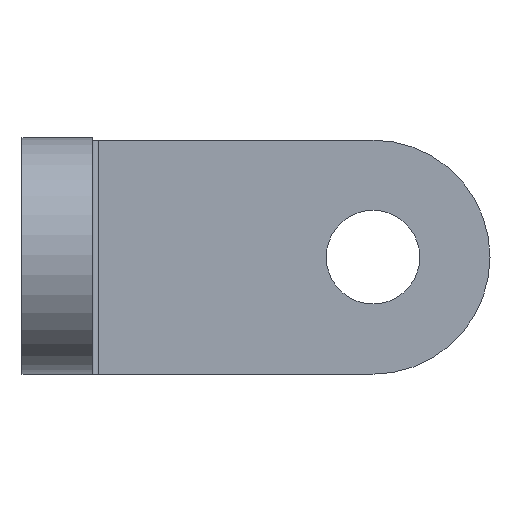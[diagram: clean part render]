
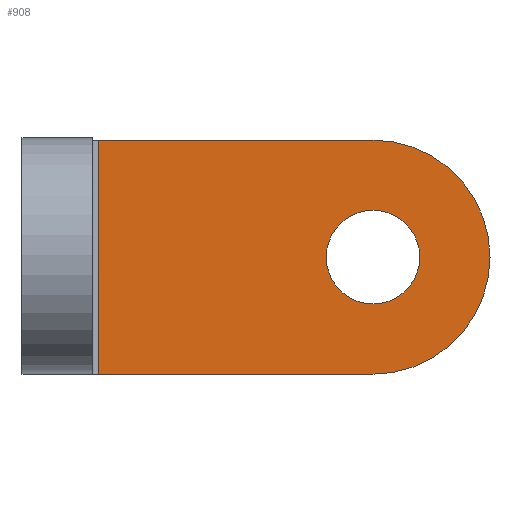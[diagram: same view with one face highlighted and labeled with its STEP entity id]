
A CAD part, front view. The second image highlights one B-rep face of the part: STEP entity #908.
In plain terms, the highlighted planar face has unit normal (0, -1, 0).
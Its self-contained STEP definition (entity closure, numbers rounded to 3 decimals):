
#1 = VECTOR ( 'NONE', #240, 1000. ) ;
#15 = CARTESIAN_POINT ( 'NONE',  ( 13., 0., -20. ) ) ;
#17 = AXIS2_PLACEMENT_3D ( 'NONE', #1061, #79, #483 ) ;
#21 = CARTESIAN_POINT ( 'NONE',  ( 60., 0., -20. ) ) ;
#59 = ORIENTED_EDGE ( 'NONE', *, *, #735, .F. ) ;
#79 = DIRECTION ( 'NONE',  ( 0., -1., 0. ) ) ;
#89 = LINE ( 'NONE', #484, #202 ) ;
#93 = CARTESIAN_POINT ( 'NONE',  ( 60., 0., 0. ) ) ;
#195 = CIRCLE ( 'NONE', #322, 8. ) ;
#198 = DIRECTION ( 'NONE',  ( 0., 0., 1. ) ) ;
#202 = VECTOR ( 'NONE', #1132, 1000. ) ;
#212 = CIRCLE ( 'NONE', #17, 20. ) ;
#219 = EDGE_CURVE ( 'NONE', #919, #1186, #89, .T. ) ;
#229 = CARTESIAN_POINT ( 'NONE',  ( 60., 0., 20. ) ) ;
#240 = DIRECTION ( 'NONE',  ( 1., 0., 0. ) ) ;
#251 = CARTESIAN_POINT ( 'NONE',  ( 0., 0., 0. ) ) ;
#255 = CARTESIAN_POINT ( 'NONE',  ( 60., 0., 8. ) ) ;
#263 = ORIENTED_EDGE ( 'NONE', *, *, #1169, .T. ) ;
#309 = DIRECTION ( 'NONE',  ( -1., 0., 0. ) ) ;
#322 = AXIS2_PLACEMENT_3D ( 'NONE', #93, #986, #198 ) ;
#357 = PLANE ( 'NONE',  #755 ) ;
#450 = EDGE_LOOP ( 'NONE', ( #263, #656 ) ) ;
#451 = DIRECTION ( 'NONE',  ( 0., 1., 0. ) ) ;
#463 = DIRECTION ( 'NONE',  ( 0., 0., 1. ) ) ;
#469 = CARTESIAN_POINT ( 'NONE',  ( 0., 0., -20. ) ) ;
#483 = DIRECTION ( 'NONE',  ( 0., 0., 1. ) ) ;
#484 = CARTESIAN_POINT ( 'NONE',  ( 13., 0., 0. ) ) ;
#617 = CARTESIAN_POINT ( 'NONE',  ( 0., 0., 20. ) ) ;
#631 = ORIENTED_EDGE ( 'NONE', *, *, #219, .T. ) ;
#647 = CARTESIAN_POINT ( 'NONE',  ( 60., 0., -8. ) ) ;
#649 = VECTOR ( 'NONE', #309, 1000. ) ;
#656 = ORIENTED_EDGE ( 'NONE', *, *, #858, .T. ) ;
#668 = CARTESIAN_POINT ( 'NONE',  ( 60., 0., 0. ) ) ;
#735 = EDGE_CURVE ( 'NONE', #919, #769, #736, .T. ) ;
#736 = LINE ( 'NONE', #617, #1 ) ;
#745 = FACE_OUTER_BOUND ( 'NONE', #822, .T. ) ;
#755 = AXIS2_PLACEMENT_3D ( 'NONE', #251, #1262, #1267 ) ;
#769 = VERTEX_POINT ( 'NONE', #229 ) ;
#802 = VERTEX_POINT ( 'NONE', #255 ) ;
#822 = EDGE_LOOP ( 'NONE', ( #59, #631, #1197, #939 ) ) ;
#842 = FACE_BOUND ( 'NONE', #450, .T. ) ;
#858 = EDGE_CURVE ( 'NONE', #802, #956, #1082, .T. ) ;
#908 = ADVANCED_FACE ( 'NONE', ( #745, #842 ), #357, .F. ) ;
#919 = VERTEX_POINT ( 'NONE', #1142 ) ;
#939 = ORIENTED_EDGE ( 'NONE', *, *, #1022, .T. ) ;
#956 = VERTEX_POINT ( 'NONE', #647 ) ;
#986 = DIRECTION ( 'NONE',  ( 0., 1., 0. ) ) ;
#1022 = EDGE_CURVE ( 'NONE', #1259, #769, #212, .T. ) ;
#1061 = CARTESIAN_POINT ( 'NONE',  ( 60., 0., 0. ) ) ;
#1072 = EDGE_CURVE ( 'NONE', #1259, #1186, #1162, .T. ) ;
#1082 = CIRCLE ( 'NONE', #1124, 8. ) ;
#1124 = AXIS2_PLACEMENT_3D ( 'NONE', #668, #451, #463 ) ;
#1132 = DIRECTION ( 'NONE',  ( 0., 0., -1. ) ) ;
#1142 = CARTESIAN_POINT ( 'NONE',  ( 13., 0., 20. ) ) ;
#1162 = LINE ( 'NONE', #469, #649 ) ;
#1169 = EDGE_CURVE ( 'NONE', #956, #802, #195, .T. ) ;
#1186 = VERTEX_POINT ( 'NONE', #15 ) ;
#1197 = ORIENTED_EDGE ( 'NONE', *, *, #1072, .F. ) ;
#1259 = VERTEX_POINT ( 'NONE', #21 ) ;
#1262 = DIRECTION ( 'NONE',  ( 0., 1., 0. ) ) ;
#1267 = DIRECTION ( 'NONE',  ( 0., 0., 1. ) ) ;
